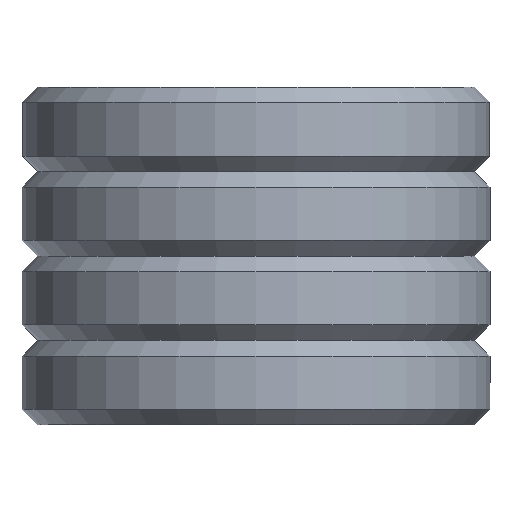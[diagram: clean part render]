
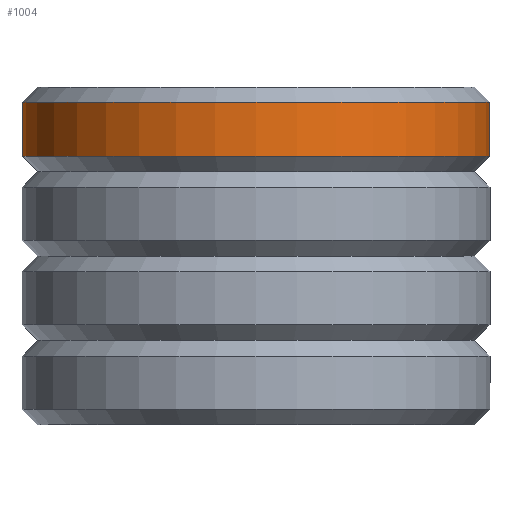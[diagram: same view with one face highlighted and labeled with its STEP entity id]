
A CAD part, front view. The second image highlights one B-rep face of the part: STEP entity #1004.
In plain terms, the highlighted cylindrical face has radius 8.98 mm (diameter 17.96 mm), a partial arc.
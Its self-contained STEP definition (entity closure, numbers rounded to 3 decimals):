
#49 = CARTESIAN_POINT ( 'NONE',  ( -8.98, 0., 13. ) ) ;
#120 = EDGE_LOOP ( 'NONE', ( #787, #1444, #913, #1801 ) ) ;
#135 = CARTESIAN_POINT ( 'NONE',  ( 0., 0., 12.42 ) ) ;
#196 = LINE ( 'NONE', #276, #886 ) ;
#258 = EDGE_CURVE ( 'NONE', #650, #891, #1611, .T. ) ;
#276 = CARTESIAN_POINT ( 'NONE',  ( 8.98, 0., 13. ) ) ;
#279 = DIRECTION ( 'NONE',  ( -1., 0., 0. ) ) ;
#287 = DIRECTION ( 'NONE',  ( 0., 0., -1. ) ) ;
#371 = VERTEX_POINT ( 'NONE', #610 ) ;
#383 = VECTOR ( 'NONE', #1019, 1000. ) ;
#414 = VERTEX_POINT ( 'NONE', #738 ) ;
#492 = DIRECTION ( 'NONE',  ( 1., 0., 0. ) ) ;
#553 = CARTESIAN_POINT ( 'NONE',  ( -8.98, 0., 12.42 ) ) ;
#610 = CARTESIAN_POINT ( 'NONE',  ( 8.98, 0., 10.33 ) ) ;
#635 = CARTESIAN_POINT ( 'NONE',  ( 0., 0., 13. ) ) ;
#650 = VERTEX_POINT ( 'NONE', #553 ) ;
#656 = DIRECTION ( 'NONE',  ( 0., 0., 1. ) ) ;
#668 = LINE ( 'NONE', #49, #383 ) ;
#699 = EDGE_CURVE ( 'NONE', #371, #891, #196, .T. ) ;
#738 = CARTESIAN_POINT ( 'NONE',  ( -8.98, 0., 10.33 ) ) ;
#782 = FACE_OUTER_BOUND ( 'NONE', #120, .T. ) ;
#787 = ORIENTED_EDGE ( 'NONE', *, *, #1290, .F. ) ;
#886 = VECTOR ( 'NONE', #1104, 1000. ) ;
#891 = VERTEX_POINT ( 'NONE', #1570 ) ;
#913 = ORIENTED_EDGE ( 'NONE', *, *, #699, .T. ) ;
#930 = AXIS2_PLACEMENT_3D ( 'NONE', #135, #1108, #279 ) ;
#1004 = ADVANCED_FACE ( 'NONE', ( #782 ), #1489, .T. ) ;
#1019 = DIRECTION ( 'NONE',  ( 0., 0., 1. ) ) ;
#1104 = DIRECTION ( 'NONE',  ( 0., 0., 1. ) ) ;
#1108 = DIRECTION ( 'NONE',  ( 0., 0., 1. ) ) ;
#1116 = CARTESIAN_POINT ( 'NONE',  ( 0., 0., 10.33 ) ) ;
#1266 = DIRECTION ( 'NONE',  ( 1., 0., 0. ) ) ;
#1290 = EDGE_CURVE ( 'NONE', #414, #650, #668, .T. ) ;
#1405 = AXIS2_PLACEMENT_3D ( 'NONE', #635, #656, #492 ) ;
#1440 = AXIS2_PLACEMENT_3D ( 'NONE', #1116, #287, #1266 ) ;
#1444 = ORIENTED_EDGE ( 'NONE', *, *, #1592, .F. ) ;
#1446 = CIRCLE ( 'NONE', #1440, 8.98 ) ;
#1489 = CYLINDRICAL_SURFACE ( 'NONE', #1405, 8.98 ) ;
#1570 = CARTESIAN_POINT ( 'NONE',  ( 8.98, 0., 12.42 ) ) ;
#1592 = EDGE_CURVE ( 'NONE', #371, #414, #1446, .T. ) ;
#1611 = CIRCLE ( 'NONE', #930, 8.98 ) ;
#1801 = ORIENTED_EDGE ( 'NONE', *, *, #258, .F. ) ;
